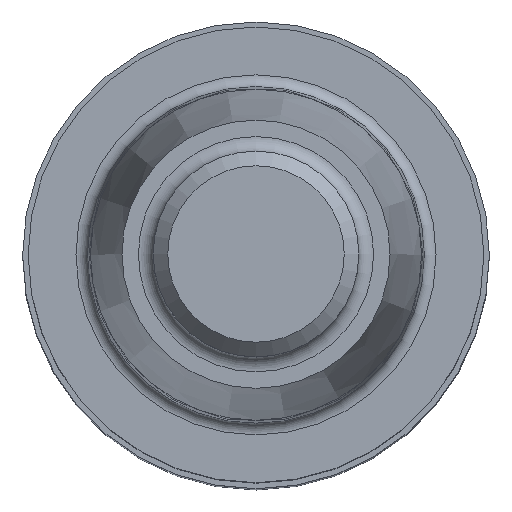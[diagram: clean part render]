
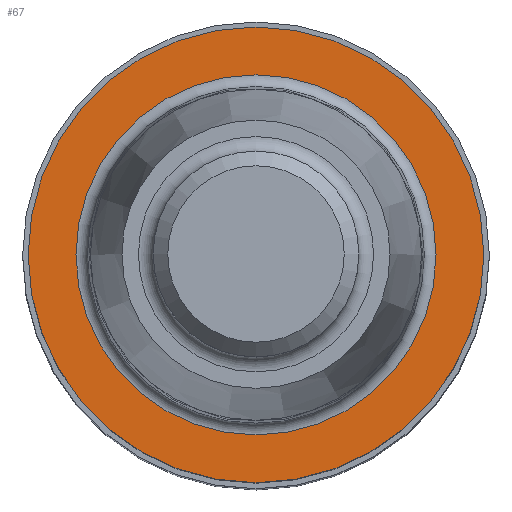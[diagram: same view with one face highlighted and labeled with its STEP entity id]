
A CAD part, top view. The second image highlights one B-rep face of the part: STEP entity #67.
In plain terms, the highlighted planar face has unit normal (0, 0, 1).
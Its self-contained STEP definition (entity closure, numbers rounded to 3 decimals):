
#59=PLANE('',#258);
#67=ADVANCED_FACE('',(#88,#89),#59,.T.);
#88=FACE_BOUND('',#112,.T.);
#89=FACE_BOUND('',#113,.T.);
#112=EDGE_LOOP('',(#140));
#113=EDGE_LOOP('',(#141));
#140=ORIENTED_EDGE('',*,*,#182,.T.);
#141=ORIENTED_EDGE('',*,*,#180,.F.);
#166=VERTEX_POINT('',#374);
#168=VERTEX_POINT('',#379);
#180=EDGE_CURVE('',#166,#166,#194,.T.);
#182=EDGE_CURVE('',#168,#168,#196,.T.);
#194=CIRCLE('',#254,7.75);
#196=CIRCLE('',#257,6.124);
#254=AXIS2_PLACEMENT_3D('',#373,#292,#293);
#257=AXIS2_PLACEMENT_3D('',#378,#298,#299);
#258=AXIS2_PLACEMENT_3D('',#380,#300,#301);
#292=DIRECTION('',(0.,0.,-1.));
#293=DIRECTION('',(-1.,0.,0.));
#298=DIRECTION('',(0.,0.,-1.));
#299=DIRECTION('',(-1.,0.,0.));
#300=DIRECTION('',(0.,0.,1.));
#301=DIRECTION('',(1.,0.,0.));
#373=CARTESIAN_POINT('',(0.,0.,0.));
#374=CARTESIAN_POINT('',(-7.75,0.,0.));
#378=CARTESIAN_POINT('',(0.,0.,0.));
#379=CARTESIAN_POINT('',(-6.124,0.,0.));
#380=CARTESIAN_POINT('',(7.75,0.,0.));
